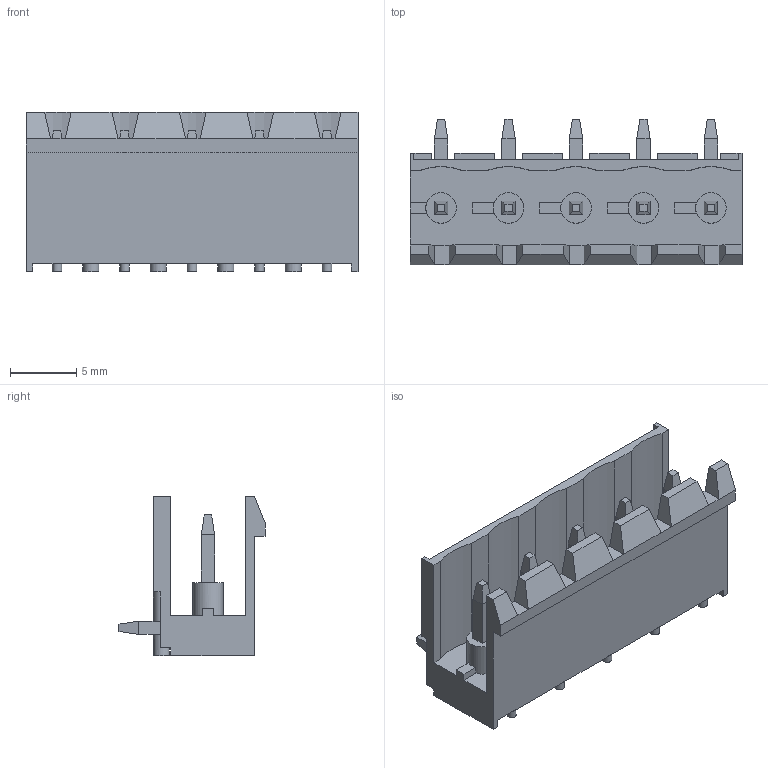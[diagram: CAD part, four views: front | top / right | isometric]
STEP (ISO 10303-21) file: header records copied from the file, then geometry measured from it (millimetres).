
FILE_DESCRIPTION( ( 'Unknown' ), '1' );
FILE_NAME( '691701530005B.stp', 'Unknown', ( 'Quentin LAIDEBEUR' ), ( 'WE' ), 'PSStep 15.0.49', 'Sample-box', ' ' );
FILE_SCHEMA( ( 'AUTOMOTIVE_DESIGN { 1 0 10303 214 1 1 1 1 }' ) );
Length unit declared in the file: millimetre
Products named in the file (3): Assem1; 05; 6917015300xxB_PIN
Assembly tree (6 placements, depth 2):
  Assem1
    05
    6917015300xxB_PIN  x5
Bounding box: 25 x 11 x 12 mm (x, y, z)
Volume: 716.3 mm3; surface area: 2254.2 mm2
Topology: 6 solids, 6 shells, 283 faces, 746 edges, 474 vertices
Faces by surface type: plane 254, cylinder 29
Full cylindrical faces by diameter (mm): 0.7 x5, 1.2 x4, 2.3 x5
Entity records: 8218 total; most frequent: CARTESIAN_POINT 1140, ORIENTED_EDGE 1116, DIRECTION 1058, EDGE_CURVE 558, LINE 494, VECTOR 494, VERTEX_POINT 364, AXIS2_PLACEMENT_3D 282
